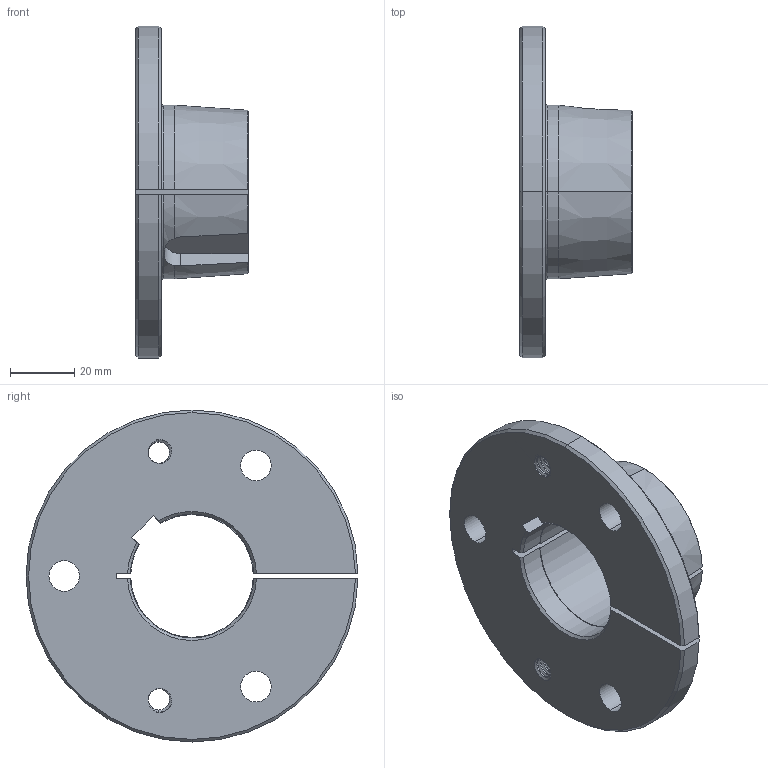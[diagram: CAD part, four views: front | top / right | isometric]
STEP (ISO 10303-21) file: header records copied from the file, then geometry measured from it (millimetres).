
FILE_DESCRIPTION (( 'STEP AP214' ), '1' );
FILE_NAME ('SMR2-TBK-24.step', '2016-11-22T21:13:00', ( '' ), ( '' ), 'SwSTEP 2.0', 'SolidWorks 2016', '' );
FILE_SCHEMA (( 'AUTOMOTIVE_DESIGN' ));
Length unit declared in the file: inch
Products named in the file (1): SMR2-TBK-24
Bounding box: 35 x 103.18 x 103.19 mm (x, y, z)
Volume: 79335.5 mm3; surface area: 27098.8 mm2
Topology: 1 solids, 1 shells, 124 faces, 358 edges, 236 vertices
Faces by surface type: cylinder 79, cone 20, plane 18, bspline 7
Entity records: 8264 total; most frequent: CARTESIAN_POINT 5262, ORIENTED_EDGE 716, DIRECTION 522, EDGE_CURVE 358, VERTEX_POINT 236, AXIS2_PLACEMENT_3D 197, EDGE_LOOP 134, LINE 128
